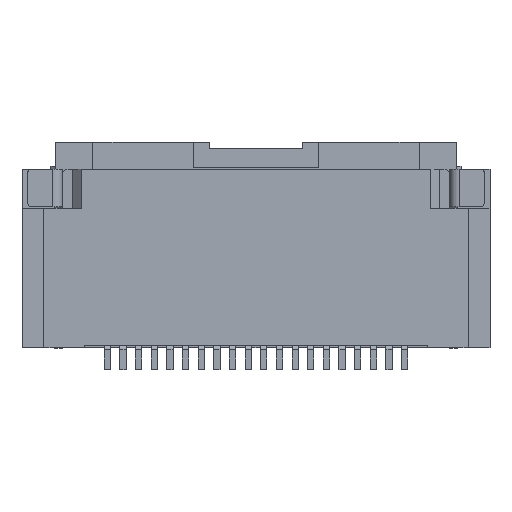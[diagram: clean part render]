
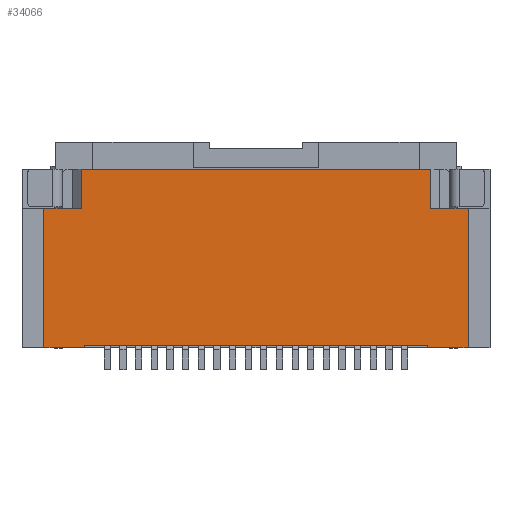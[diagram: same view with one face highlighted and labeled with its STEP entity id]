
A CAD part, top view. The second image highlights one B-rep face of the part: STEP entity #34066.
In plain terms, the highlighted planar face has unit normal (0, 0, 1).
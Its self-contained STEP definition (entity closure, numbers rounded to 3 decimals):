
#362=DIRECTION('',(-1.,0.,0.));
#363=VECTOR('',#362,1.3);
#364=CARTESIAN_POINT('',(-5.475,-2.85,1.245));
#365=LINE('',#364,#363);
#370=DIRECTION('',(-1.,0.,0.));
#371=VECTOR('',#370,1.3);
#372=CARTESIAN_POINT('',(6.775,-2.85,1.245));
#373=LINE('',#372,#371);
#418=DIRECTION('',(0.,-1.,0.));
#419=VECTOR('',#418,4.45);
#420=CARTESIAN_POINT('',(-6.775,1.6,1.245));
#421=LINE('',#420,#419);
#422=DIRECTION('',(-1.,0.,0.));
#423=VECTOR('',#422,11.17);
#424=CARTESIAN_POINT('',(5.585,2.85,1.245));
#425=LINE('',#424,#423);
#426=DIRECTION('',(1.,0.,0.));
#427=VECTOR('',#426,10.95);
#428=CARTESIAN_POINT('',(-5.475,-2.78,1.245));
#429=LINE('',#428,#427);
#430=DIRECTION('',(-1.,0.,0.));
#431=VECTOR('',#430,1.19);
#432=CARTESIAN_POINT('',(-5.585,1.6,1.245));
#433=LINE('',#432,#431);
#434=DIRECTION('',(0.,1.,0.));
#435=VECTOR('',#434,1.25);
#436=CARTESIAN_POINT('',(-5.585,1.6,1.245));
#437=LINE('',#436,#435);
#442=DIRECTION('',(0.,-1.,0.));
#443=VECTOR('',#442,1.25);
#444=CARTESIAN_POINT('',(5.585,2.85,1.245));
#445=LINE('',#444,#443);
#7565=DIRECTION('',(-1.,0.,0.));
#7566=VECTOR('',#7565,1.19);
#7567=CARTESIAN_POINT('',(6.775,1.6,1.245));
#7568=LINE('',#7567,#7566);
#7618=DIRECTION('',(0.,1.,0.));
#7619=VECTOR('',#7618,4.45);
#7620=CARTESIAN_POINT('',(6.775,-2.85,1.245));
#7621=LINE('',#7620,#7619);
#25666=DIRECTION('',(0.,1.,0.));
#25667=VECTOR('',#25666,0.07);
#25668=CARTESIAN_POINT('',(-5.475,-2.85,1.245));
#25669=LINE('',#25668,#25667);
#25682=DIRECTION('',(0.,-1.,0.));
#25683=VECTOR('',#25682,0.07);
#25684=CARTESIAN_POINT('',(5.475,-2.78,1.245));
#25685=LINE('',#25684,#25683);
#26345=CARTESIAN_POINT('',(-6.775,1.6,1.245));
#26346=VERTEX_POINT('',#26345);
#26347=CARTESIAN_POINT('',(-5.585,1.6,1.245));
#26348=VERTEX_POINT('',#26347);
#26471=CARTESIAN_POINT('',(5.585,2.85,1.245));
#26472=VERTEX_POINT('',#26471);
#26473=CARTESIAN_POINT('',(-5.585,2.85,1.245));
#26474=VERTEX_POINT('',#26473);
#27292=CARTESIAN_POINT('',(-5.475,-2.78,1.245));
#27293=CARTESIAN_POINT('',(5.475,-2.78,1.245));
#27294=VERTEX_POINT('',#27292);
#27295=VERTEX_POINT('',#27293);
#27372=CARTESIAN_POINT('',(5.585,1.6,1.245));
#27373=VERTEX_POINT('',#27372);
#27374=CARTESIAN_POINT('',(6.775,1.6,1.245));
#27375=VERTEX_POINT('',#27374);
#27376=CARTESIAN_POINT('',(6.775,-2.85,1.245));
#27377=VERTEX_POINT('',#27376);
#27378=CARTESIAN_POINT('',(5.475,-2.85,1.245));
#27379=VERTEX_POINT('',#27378);
#27380=CARTESIAN_POINT('',(-5.475,-2.85,1.245));
#27381=VERTEX_POINT('',#27380);
#27382=CARTESIAN_POINT('',(-6.775,-2.85,1.245));
#27383=VERTEX_POINT('',#27382);
#34040=CARTESIAN_POINT('',(0.,0.,1.245));
#34041=DIRECTION('',(0.,0.,1.));
#34042=DIRECTION('',(1.,0.,0.));
#34043=AXIS2_PLACEMENT_3D('',#34040,#34041,#34042);
#34044=PLANE('',#34043);
#34046=ORIENTED_EDGE('',*,*,#34045,.T.);
#34047=ORIENTED_EDGE('',*,*,#33404,.F.);
#34049=ORIENTED_EDGE('',*,*,#34048,.T.);
#34051=ORIENTED_EDGE('',*,*,#34050,.F.);
#34053=ORIENTED_EDGE('',*,*,#34052,.F.);
#34054=ORIENTED_EDGE('',*,*,#33998,.T.);
#34056=ORIENTED_EDGE('',*,*,#34055,.F.);
#34058=ORIENTED_EDGE('',*,*,#34057,.F.);
#34060=ORIENTED_EDGE('',*,*,#34059,.F.);
#34061=ORIENTED_EDGE('',*,*,#33990,.T.);
#34062=ORIENTED_EDGE('',*,*,#34035,.F.);
#34063=ORIENTED_EDGE('',*,*,#33266,.F.);
#34064=EDGE_LOOP('',(#34046,#34047,#34049,#34051,#34053,#34054,#34056,#34058,
#34060,#34061,#34062,#34063));
#34065=FACE_OUTER_BOUND('',#34064,.F.);
#34066=ADVANCED_FACE('',(#34065),#34044,.T.);
#33266=EDGE_CURVE('',#26348,#26346,#433,.T.);
#33404=EDGE_CURVE('',#26472,#26474,#425,.T.);
#33990=EDGE_CURVE('',#27381,#27383,#365,.T.);
#33998=EDGE_CURVE('',#27377,#27379,#373,.T.);
#34035=EDGE_CURVE('',#26346,#27383,#421,.T.);
#34045=EDGE_CURVE('',#26348,#26474,#437,.T.);
#34048=EDGE_CURVE('',#26472,#27373,#445,.T.);
#34050=EDGE_CURVE('',#27375,#27373,#7568,.T.);
#34052=EDGE_CURVE('',#27377,#27375,#7621,.T.);
#34055=EDGE_CURVE('',#27295,#27379,#25685,.T.);
#34057=EDGE_CURVE('',#27294,#27295,#429,.T.);
#34059=EDGE_CURVE('',#27381,#27294,#25669,.T.);
